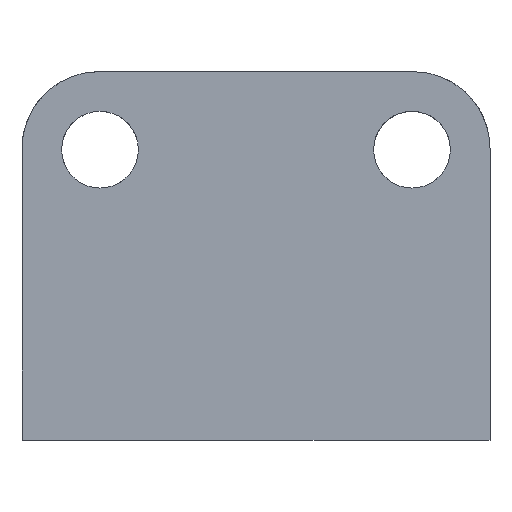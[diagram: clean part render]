
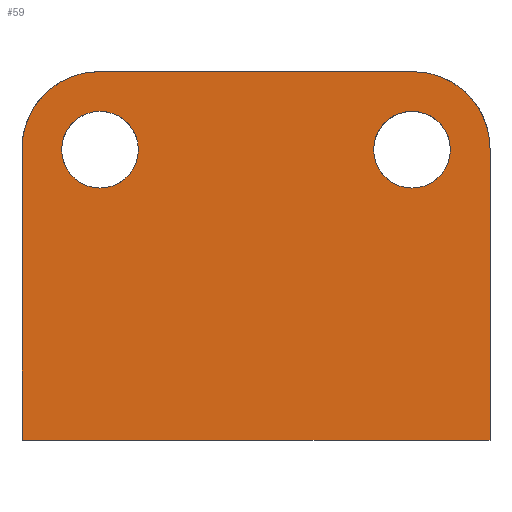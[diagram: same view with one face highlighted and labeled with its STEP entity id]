
A CAD part, top view. The second image highlights one B-rep face of the part: STEP entity #59.
In plain terms, the highlighted planar face has unit normal (0, 0, 1).
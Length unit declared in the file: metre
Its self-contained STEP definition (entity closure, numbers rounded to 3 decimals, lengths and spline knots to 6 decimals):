
#59 = ADVANCED_FACE( '', ( #121, #122, #123 ), #124, .F. );
#121 = FACE_BOUND( '', #183, .T. );
#122 = FACE_BOUND( '', #184, .T. );
#123 = FACE_OUTER_BOUND( '', #185, .T. );
#124 = PLANE( '', #186 );
#183 = EDGE_LOOP( '', ( #296 ) );
#184 = EDGE_LOOP( '', ( #297 ) );
#185 = EDGE_LOOP( '', ( #298, #299, #300, #301, #302, #303 ) );
#186 = AXIS2_PLACEMENT_3D( '', #304, #305, #306 );
#296 = ORIENTED_EDGE( '', *, *, #412, .F. );
#297 = ORIENTED_EDGE( '', *, *, #388, .F. );
#298 = ORIENTED_EDGE( '', *, *, #416, .T. );
#299 = ORIENTED_EDGE( '', *, *, #381, .T. );
#300 = ORIENTED_EDGE( '', *, *, #398, .T. );
#301 = ORIENTED_EDGE( '', *, *, #417, .T. );
#302 = ORIENTED_EDGE( '', *, *, #418, .F. );
#303 = ORIENTED_EDGE( '', *, *, #419, .F. );
#304 = CARTESIAN_POINT( '', ( 0., -0.006, 0.00362 ) );
#305 = DIRECTION( '', ( 0., 0., -1. ) );
#306 = DIRECTION( '', ( -1., 0., 0. ) );
#381 = EDGE_CURVE( '', #454, #452, #455, .F. );
#388 = EDGE_CURVE( '', #466, #466, #467, .T. );
#398 = EDGE_CURVE( '', #452, #480, #482, .T. );
#412 = EDGE_CURVE( '', #502, #502, #503, .T. );
#416 = EDGE_CURVE( '', #507, #454, #508, .T. );
#417 = EDGE_CURVE( '', #480, #509, #510, .F. );
#418 = EDGE_CURVE( '', #511, #509, #512, .T. );
#419 = EDGE_CURVE( '', #507, #511, #513, .T. );
#452 = VERTEX_POINT( '', #565 );
#454 = VERTEX_POINT( '', #568 );
#455 = CIRCLE( '', #569, 0.0025 );
#466 = VERTEX_POINT( '', #610 );
#467 = CIRCLE( '', #611, 0.00125 );
#480 = VERTEX_POINT( '', #638 );
#482 = LINE( '', #641, #642 );
#502 = VERTEX_POINT( '', #685 );
#503 = CIRCLE( '', #686, 0.00125 );
#507 = VERTEX_POINT( '', #691 );
#508 = LINE( '', #692, #693 );
#509 = VERTEX_POINT( '', #694 );
#510 = CIRCLE( '', #695, 0.0025 );
#511 = VERTEX_POINT( '', #696 );
#512 = LINE( '', #697, #698 );
#513 = LINE( '', #699, #700 );
#565 = CARTESIAN_POINT( '', ( 0.00512, 0.006, 0.00362 ) );
#568 = CARTESIAN_POINT( '', ( 0.00762, 0.0035, 0.00362 ) );
#569 = AXIS2_PLACEMENT_3D( '', #742, #743, #744 );
#610 = CARTESIAN_POINT( '', ( 0.00633, 0.00346, 0.00362 ) );
#611 = AXIS2_PLACEMENT_3D( '', #749, #750, #751 );
#638 = CARTESIAN_POINT( '', ( -0.00512, 0.006, 0.00362 ) );
#641 = CARTESIAN_POINT( '', ( 0., 0.006, 0.00362 ) );
#642 = VECTOR( '', #762, 1. );
#685 = CARTESIAN_POINT( '', ( -0.00383, 0.00346, 0.00362 ) );
#686 = AXIS2_PLACEMENT_3D( '', #776, #777, #778 );
#691 = CARTESIAN_POINT( '', ( 0.00762, -0.006, 0.00362 ) );
#692 = CARTESIAN_POINT( '', ( 0.00762, -0.006, 0.00362 ) );
#693 = VECTOR( '', #780, 1. );
#694 = CARTESIAN_POINT( '', ( -0.00762, 0.0035, 0.00362 ) );
#695 = AXIS2_PLACEMENT_3D( '', #781, #782, #783 );
#696 = CARTESIAN_POINT( '', ( -0.00762, -0.006, 0.00362 ) );
#697 = CARTESIAN_POINT( '', ( -0.00762, -0.006, 0.00362 ) );
#698 = VECTOR( '', #784, 1. );
#699 = CARTESIAN_POINT( '', ( 0., -0.006, 0.00362 ) );
#700 = VECTOR( '', #785, 1. );
#742 = CARTESIAN_POINT( '', ( 0.00512, 0.0035, 0.00362 ) );
#743 = DIRECTION( '', ( 0., 0., -1. ) );
#744 = DIRECTION( '', ( -1., 0., 0. ) );
#749 = CARTESIAN_POINT( '', ( 0.00508, 0.00346, 0.00362 ) );
#750 = DIRECTION( '', ( 0., 0., 1. ) );
#751 = DIRECTION( '', ( 1., 0., 0. ) );
#762 = DIRECTION( '', ( -1., 0., 0. ) );
#776 = CARTESIAN_POINT( '', ( -0.00508, 0.00346, 0.00362 ) );
#777 = DIRECTION( '', ( 0., 0., 1. ) );
#778 = DIRECTION( '', ( 1., 0., 0. ) );
#780 = DIRECTION( '', ( 0., 1., 0. ) );
#781 = CARTESIAN_POINT( '', ( -0.00512, 0.0035, 0.00362 ) );
#782 = DIRECTION( '', ( 0., 0., -1. ) );
#783 = DIRECTION( '', ( -1., 0., 0. ) );
#784 = DIRECTION( '', ( 0., 1., 0. ) );
#785 = DIRECTION( '', ( -1., 0., 0. ) );
